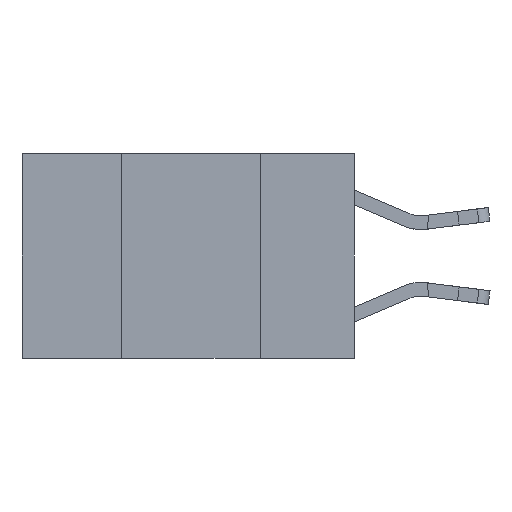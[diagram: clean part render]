
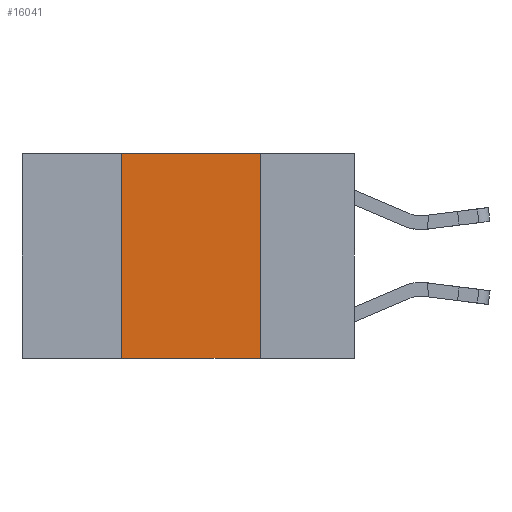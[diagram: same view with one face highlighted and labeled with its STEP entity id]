
A CAD part, left-side view. The second image highlights one B-rep face of the part: STEP entity #16041.
In plain terms, the highlighted planar face has unit normal (-1, 0, 0).
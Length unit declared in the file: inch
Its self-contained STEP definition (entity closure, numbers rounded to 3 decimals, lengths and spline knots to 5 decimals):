
#239 = DIRECTION ( 'NONE',  ( 0., -1., 0. ) ) ;
#427 = VERTEX_POINT ( 'NONE', #18650 ) ;
#652 = CARTESIAN_POINT ( 'NONE',  ( 0., 0.17, -0.37 ) ) ;
#866 = CARTESIAN_POINT ( 'NONE',  ( 0., 0.6, -0.37 ) ) ;
#995 = ORIENTED_EDGE ( 'NONE', *, *, #6344, .F. ) ;
#1362 = AXIS2_PLACEMENT_3D ( 'NONE', #14477, #1406, #11665 ) ;
#1406 = DIRECTION ( 'NONE',  ( 1., 0., 0. ) ) ;
#1475 = ORIENTED_EDGE ( 'NONE', *, *, #4076, .T. ) ;
#2988 = CARTESIAN_POINT ( 'NONE',  ( 0., 0.42, -0.37 ) ) ;
#3162 = CARTESIAN_POINT ( 'NONE',  ( 0., 0.6, 0. ) ) ;
#3853 = LINE ( 'NONE', #3162, #11193 ) ;
#3933 = LINE ( 'NONE', #866, #6905 ) ;
#4076 = EDGE_CURVE ( 'NONE', #5670, #8706, #3933, .T. ) ;
#4107 = EDGE_CURVE ( 'NONE', #5670, #8413, #13739, .T. ) ;
#4141 = EDGE_CURVE ( 'NONE', #427, #8706, #13301, .T. ) ;
#4474 = ORIENTED_EDGE ( 'NONE', *, *, #4141, .F. ) ;
#4938 = ORIENTED_EDGE ( 'NONE', *, *, #4107, .F. ) ;
#5189 = FACE_OUTER_BOUND ( 'NONE', #9946, .T. ) ;
#5325 = DIRECTION ( 'NONE',  ( 0., -1., 0. ) ) ;
#5670 = VERTEX_POINT ( 'NONE', #2988 ) ;
#6344 = EDGE_CURVE ( 'NONE', #8413, #427, #3853, .T. ) ;
#6905 = VECTOR ( 'NONE', #5325, 39.37008 ) ;
#8413 = VERTEX_POINT ( 'NONE', #14582 ) ;
#8706 = VERTEX_POINT ( 'NONE', #652 ) ;
#9011 = VECTOR ( 'NONE', #18373, 39.37008 ) ;
#9788 = DIRECTION ( 'NONE',  ( 0., 0., 1. ) ) ;
#9856 = CARTESIAN_POINT ( 'NONE',  ( 0., 0.17, 0. ) ) ;
#9895 = VECTOR ( 'NONE', #9788, 39.37008 ) ;
#9946 = EDGE_LOOP ( 'NONE', ( #4474, #995, #4938, #1475 ) ) ;
#10203 = PLANE ( 'NONE',  #1362 ) ;
#11193 = VECTOR ( 'NONE', #239, 39.37008 ) ;
#11665 = DIRECTION ( 'NONE',  ( 0., 0., -1. ) ) ;
#13301 = LINE ( 'NONE', #9856, #9011 ) ;
#13739 = LINE ( 'NONE', #16906, #9895 ) ;
#14477 = CARTESIAN_POINT ( 'NONE',  ( 0., 0.6, 0. ) ) ;
#14582 = CARTESIAN_POINT ( 'NONE',  ( 0., 0.42, 0. ) ) ;
#16041 = ADVANCED_FACE ( 'NONE', ( #5189 ), #10203, .F. ) ;
#16906 = CARTESIAN_POINT ( 'NONE',  ( 0., 0.42, 0. ) ) ;
#18373 = DIRECTION ( 'NONE',  ( 0., 0., -1. ) ) ;
#18650 = CARTESIAN_POINT ( 'NONE',  ( 0., 0.17, 0. ) ) ;
